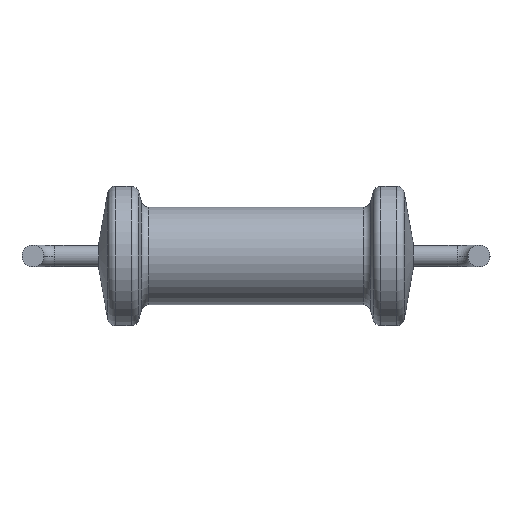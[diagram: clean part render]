
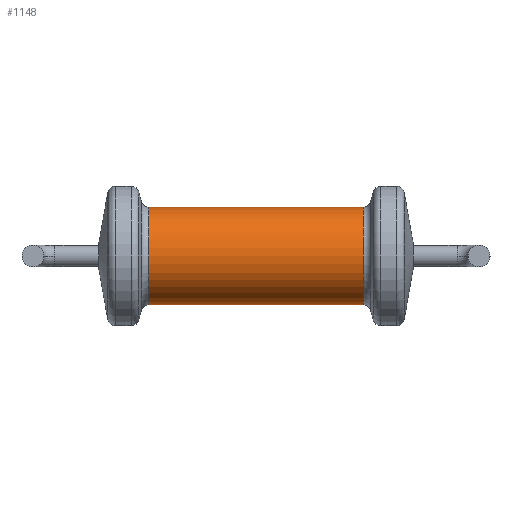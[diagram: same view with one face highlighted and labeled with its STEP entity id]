
A CAD part, front view. The second image highlights one B-rep face of the part: STEP entity #1148.
In plain terms, the highlighted cylindrical face has radius 1.785 mm (diameter 3.57 mm), a partial arc.
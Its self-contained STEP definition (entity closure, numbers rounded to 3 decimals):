
#19 = CARTESIAN_POINT ( 'NONE',  ( -3.913, 2.55, -1.785 ) ) ;
#20 = CARTESIAN_POINT ( 'NONE',  ( -5.75, 2.55, 1.785 ) ) ;
#29 = CYLINDRICAL_SURFACE ( 'NONE', #1144, 1.785 ) ;
#31 = CIRCLE ( 'NONE', #894, 1.785 ) ;
#79 = EDGE_CURVE ( 'NONE', #964, #1582, #1248, .T. ) ;
#171 = VECTOR ( 'NONE', #891, 1000. ) ;
#197 = AXIS2_PLACEMENT_3D ( 'NONE', #461, #1702, #1583 ) ;
#229 = ORIENTED_EDGE ( 'NONE', *, *, #445, .T. ) ;
#279 = ORIENTED_EDGE ( 'NONE', *, *, #79, .T. ) ;
#294 = DIRECTION ( 'NONE',  ( -1., 0., 0. ) ) ;
#336 = EDGE_CURVE ( 'NONE', #1083, #1751, #1780, .T. ) ;
#445 = EDGE_CURVE ( 'NONE', #1083, #964, #1617, .T. ) ;
#461 = CARTESIAN_POINT ( 'NONE',  ( 3.913, 2.55, 0. ) ) ;
#501 = DIRECTION ( 'NONE',  ( -1., 0., 0. ) ) ;
#508 = DIRECTION ( 'NONE',  ( 0., 0., 1. ) ) ;
#522 = CARTESIAN_POINT ( 'NONE',  ( -5.75, 2.55, -1.785 ) ) ;
#594 = FACE_OUTER_BOUND ( 'NONE', #1451, .T. ) ;
#625 = DIRECTION ( 'NONE',  ( -1., 0., 0. ) ) ;
#632 = DIRECTION ( 'NONE',  ( 0., 0., 1. ) ) ;
#663 = ORIENTED_EDGE ( 'NONE', *, *, #685, .F. ) ;
#685 = EDGE_CURVE ( 'NONE', #1751, #1582, #31, .T. ) ;
#758 = VECTOR ( 'NONE', #294, 1000. ) ;
#777 = CARTESIAN_POINT ( 'NONE',  ( 3.913, 2.55, 1.785 ) ) ;
#802 = CARTESIAN_POINT ( 'NONE',  ( -3.913, 2.55, 1.785 ) ) ;
#889 = CARTESIAN_POINT ( 'NONE',  ( -3.913, 2.55, 0. ) ) ;
#891 = DIRECTION ( 'NONE',  ( -1., 0., 0. ) ) ;
#894 = AXIS2_PLACEMENT_3D ( 'NONE', #889, #625, #508 ) ;
#964 = VERTEX_POINT ( 'NONE', #777 ) ;
#1019 = CARTESIAN_POINT ( 'NONE',  ( -5.75, 2.55, 0. ) ) ;
#1083 = VERTEX_POINT ( 'NONE', #1276 ) ;
#1144 = AXIS2_PLACEMENT_3D ( 'NONE', #1019, #501, #632 ) ;
#1148 = ADVANCED_FACE ( 'NONE', ( #594 ), #29, .T. ) ;
#1248 = LINE ( 'NONE', #20, #758 ) ;
#1276 = CARTESIAN_POINT ( 'NONE',  ( 3.913, 2.55, -1.785 ) ) ;
#1451 = EDGE_LOOP ( 'NONE', ( #1668, #229, #279, #663 ) ) ;
#1582 = VERTEX_POINT ( 'NONE', #802 ) ;
#1583 = DIRECTION ( 'NONE',  ( 0., 0., 1. ) ) ;
#1617 = CIRCLE ( 'NONE', #197, 1.785 ) ;
#1668 = ORIENTED_EDGE ( 'NONE', *, *, #336, .F. ) ;
#1702 = DIRECTION ( 'NONE',  ( -1., 0., 0. ) ) ;
#1751 = VERTEX_POINT ( 'NONE', #19 ) ;
#1780 = LINE ( 'NONE', #522, #171 ) ;
